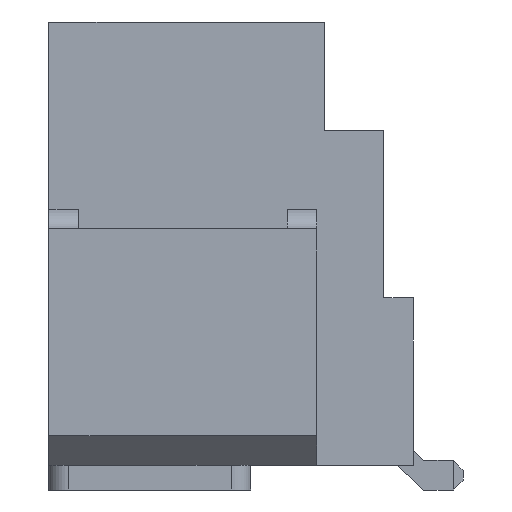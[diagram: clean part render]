
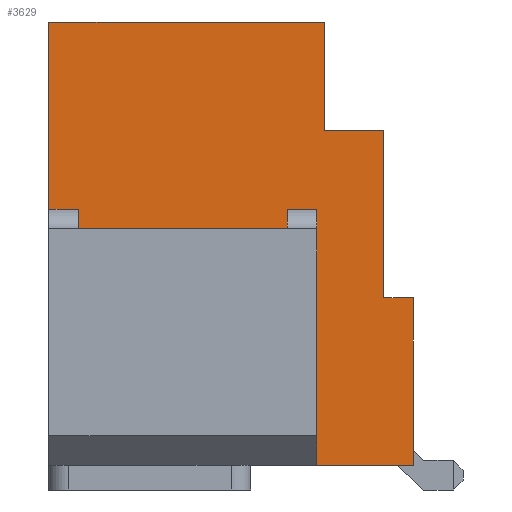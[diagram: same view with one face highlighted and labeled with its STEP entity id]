
A CAD part, left-side view. The second image highlights one B-rep face of the part: STEP entity #3629.
In plain terms, the highlighted planar face has unit normal (-1, 0, 0).
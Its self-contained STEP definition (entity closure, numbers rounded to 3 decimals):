
#332=ORIENTED_EDGE('',*,*,#1333,.T.);
#333=ORIENTED_EDGE('',*,*,#1334,.T.);
#334=ORIENTED_EDGE('',*,*,#1313,.T.);
#335=ORIENTED_EDGE('',*,*,#1252,.T.);
#336=ORIENTED_EDGE('',*,*,#1335,.F.);
#337=ORIENTED_EDGE('',*,*,#1336,.F.);
#338=ORIENTED_EDGE('',*,*,#1337,.F.);
#339=ORIENTED_EDGE('',*,*,#1338,.F.);
#340=ORIENTED_EDGE('',*,*,#1136,.T.);
#341=ORIENTED_EDGE('',*,*,#1202,.T.);
#342=ORIENTED_EDGE('',*,*,#1339,.T.);
#343=ORIENTED_EDGE('',*,*,#1340,.F.);
#344=ORIENTED_EDGE('',*,*,#1341,.T.);
#345=ORIENTED_EDGE('',*,*,#1342,.T.);
#1136=EDGE_CURVE('',#1663,#1662,#2004,.T.);
#1202=EDGE_CURVE('',#1662,#1719,#2069,.T.);
#1252=EDGE_CURVE('',#1763,#1762,#2118,.T.);
#1313=EDGE_CURVE('',#1801,#1763,#2179,.T.);
#1333=EDGE_CURVE('',#1818,#1819,#2199,.T.);
#1334=EDGE_CURVE('',#1819,#1801,#2200,.T.);
#1335=EDGE_CURVE('',#1820,#1762,#2201,.T.);
#1336=EDGE_CURVE('',#1821,#1820,#2202,.T.);
#1337=EDGE_CURVE('',#1822,#1821,#2203,.T.);
#1338=EDGE_CURVE('',#1663,#1822,#2204,.T.);
#1339=EDGE_CURVE('',#1719,#1823,#2205,.T.);
#1340=EDGE_CURVE('',#1824,#1823,#2206,.T.);
#1341=EDGE_CURVE('',#1824,#1825,#2207,.T.);
#1342=EDGE_CURVE('',#1825,#1818,#2208,.T.);
#1662=VERTEX_POINT('',#4983);
#1663=VERTEX_POINT('',#4985);
#1719=VERTEX_POINT('',#5121);
#1762=VERTEX_POINT('',#5215);
#1763=VERTEX_POINT('',#5217);
#1801=VERTEX_POINT('',#5327);
#1818=VERTEX_POINT('',#5376);
#1819=VERTEX_POINT('',#5377);
#1820=VERTEX_POINT('',#5380);
#1821=VERTEX_POINT('',#5382);
#1822=VERTEX_POINT('',#5384);
#1823=VERTEX_POINT('',#5387);
#1824=VERTEX_POINT('',#5389);
#1825=VERTEX_POINT('',#5391);
#2004=LINE('',#4984,#2510);
#2069=LINE('',#5122,#2575);
#2118=LINE('',#5216,#2624);
#2179=LINE('',#5335,#2685);
#2199=LINE('',#5375,#2705);
#2200=LINE('',#5378,#2706);
#2201=LINE('',#5379,#2707);
#2202=LINE('',#5381,#2708);
#2203=LINE('',#5383,#2709);
#2204=LINE('',#5385,#2710);
#2205=LINE('',#5386,#2711);
#2206=LINE('',#5388,#2712);
#2207=LINE('',#5390,#2713);
#2208=LINE('',#5392,#2714);
#2510=VECTOR('',#4041,1000.);
#2575=VECTOR('',#4138,1000.);
#2624=VECTOR('',#4191,1000.);
#2685=VECTOR('',#4286,1000.);
#2705=VECTOR('',#4318,1000.);
#2706=VECTOR('',#4319,1000.);
#2707=VECTOR('',#4320,1000.);
#2708=VECTOR('',#4321,1000.);
#2709=VECTOR('',#4322,1000.);
#2710=VECTOR('',#4323,1000.);
#2711=VECTOR('',#4324,1000.);
#2712=VECTOR('',#4325,1000.);
#2713=VECTOR('',#4326,1000.);
#2714=VECTOR('',#4327,1000.);
#3053=EDGE_LOOP('',(#332,#333,#334,#335,#336,#337,#338,#339,#340,#341,#342,
#343,#344,#345));
#3251=FACE_BOUND('',#3053,.T.);
#3449=PLANE('',#3859);
#3629=ADVANCED_FACE('',(#3251),#3449,.T.);
#3859=AXIS2_PLACEMENT_3D('',#5374,#4316,#4317);
#4041=DIRECTION('',(0.,1.,0.));
#4138=DIRECTION('',(0.,0.,-1.));
#4191=DIRECTION('',(0.,0.,1.));
#4286=DIRECTION('',(0.,-1.,0.));
#4316=DIRECTION('',(-1.,0.,0.));
#4317=DIRECTION('',(0.,0.,1.));
#4318=DIRECTION('',(0.,-1.,0.));
#4319=DIRECTION('',(0.,0.,-1.));
#4320=DIRECTION('',(0.,-1.,0.));
#4321=DIRECTION('',(0.,0.,-1.));
#4322=DIRECTION('',(0.,-1.,0.));
#4323=DIRECTION('',(0.,0.,-1.));
#4324=DIRECTION('',(0.,-1.,0.));
#4325=DIRECTION('',(0.,0.,1.));
#4326=DIRECTION('',(0.,-1.,0.));
#4327=DIRECTION('',(0.,0.,1.));
#4983=CARTESIAN_POINT('',(-3.375,1.85,2.25));
#4984=CARTESIAN_POINT('',(-3.375,-1.85,2.25));
#4985=CARTESIAN_POINT('',(-3.375,-0.95,2.25));
#5121=CARTESIAN_POINT('',(-3.375,1.85,0.35));
#5122=CARTESIAN_POINT('',(-3.375,1.85,2.25));
#5215=CARTESIAN_POINT('',(-3.375,-1.85,-0.55));
#5216=CARTESIAN_POINT('',(-3.375,-1.85,-2.25));
#5217=CARTESIAN_POINT('',(-3.375,-1.85,-2.25));
#5327=CARTESIAN_POINT('',(-3.375,-0.87,-2.25));
#5335=CARTESIAN_POINT('',(-3.375,1.85,-2.25));
#5374=CARTESIAN_POINT('',(-3.375,0.,0.));
#5375=CARTESIAN_POINT('',(-3.375,-0.87,0.35));
#5376=CARTESIAN_POINT('',(-3.375,-0.57,0.35));
#5377=CARTESIAN_POINT('',(-3.375,-0.87,0.35));
#5378=CARTESIAN_POINT('',(-3.375,-0.87,0.15));
#5379=CARTESIAN_POINT('',(-3.375,0.,-0.55));
#5380=CARTESIAN_POINT('',(-3.375,-1.55,-0.55));
#5381=CARTESIAN_POINT('',(-3.375,-1.55,0.));
#5382=CARTESIAN_POINT('',(-3.375,-1.55,1.15));
#5383=CARTESIAN_POINT('',(-3.375,0.,1.15));
#5384=CARTESIAN_POINT('',(-3.375,-0.95,1.15));
#5385=CARTESIAN_POINT('',(-3.375,-0.95,0.));
#5386=CARTESIAN_POINT('',(-3.375,1.55,0.35));
#5387=CARTESIAN_POINT('',(-3.375,1.55,0.35));
#5388=CARTESIAN_POINT('',(-3.375,1.55,-0.15));
#5389=CARTESIAN_POINT('',(-3.375,1.55,-0.15));
#5390=CARTESIAN_POINT('',(-3.375,1.55,-0.15));
#5391=CARTESIAN_POINT('',(-3.375,-0.57,-0.15));
#5392=CARTESIAN_POINT('',(-3.375,-0.57,-0.15));
